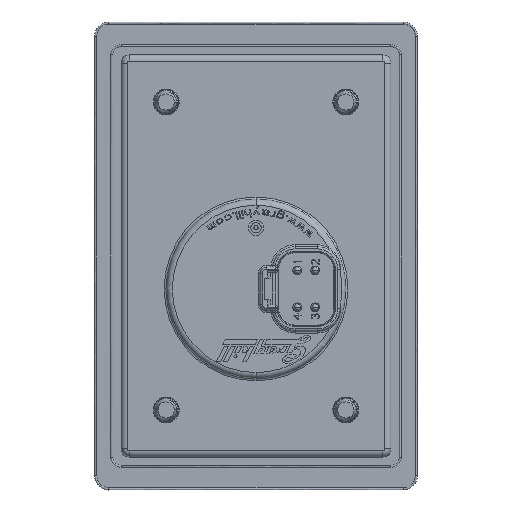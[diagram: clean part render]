
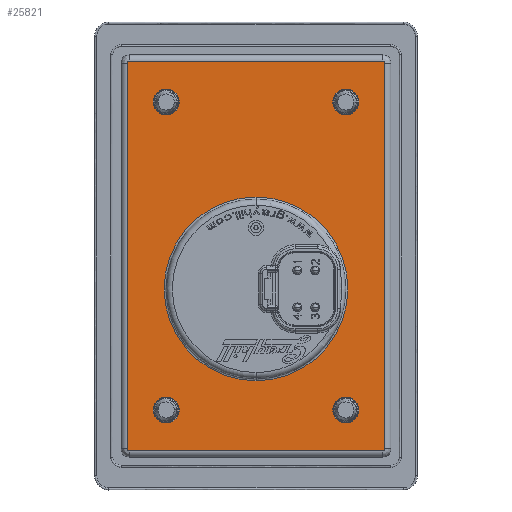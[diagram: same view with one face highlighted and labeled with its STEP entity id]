
A CAD part, front view. The second image highlights one B-rep face of the part: STEP entity #25821.
In plain terms, the highlighted planar face has unit normal (0, -1, 0).
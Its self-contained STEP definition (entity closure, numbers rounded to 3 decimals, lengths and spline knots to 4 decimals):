
#12309=CARTESIAN_POINT('',(-1.235,0.,-1.879));
#12310=DIRECTION('',(0.,-1.,0.));
#12311=DIRECTION('',(-1.,0.,0.));
#12312=AXIS2_PLACEMENT_3D('',#12309,#12310,#12311);
#12314=DIRECTION('',(0.,0.,-1.));
#12315=VECTOR('',#12314,3.758);
#12316=CARTESIAN_POINT('',(-1.255,0.,1.879));
#12317=LINE('',#12316,#12315);
#12318=CARTESIAN_POINT('',(-1.235,0.,1.879));
#12319=DIRECTION('',(0.,-1.,0.));
#12320=DIRECTION('',(0.,0.,1.));
#12321=AXIS2_PLACEMENT_3D('',#12318,#12319,#12320);
#12323=DIRECTION('',(-1.,0.,0.));
#12324=VECTOR('',#12323,2.47);
#12325=CARTESIAN_POINT('',(1.235,0.,1.899));
#12326=LINE('',#12325,#12324);
#12327=CARTESIAN_POINT('',(1.235,0.,1.879));
#12328=DIRECTION('',(0.,-1.,0.));
#12329=DIRECTION('',(1.,0.,0.));
#12330=AXIS2_PLACEMENT_3D('',#12327,#12328,#12329);
#12332=DIRECTION('',(0.,0.,1.));
#12333=VECTOR('',#12332,3.758);
#12334=CARTESIAN_POINT('',(1.255,0.,-1.879));
#12335=LINE('',#12334,#12333);
#12336=CARTESIAN_POINT('',(1.235,0.,-1.879));
#12337=DIRECTION('',(0.,-1.,0.));
#12338=DIRECTION('',(0.,0.,-1.));
#12339=AXIS2_PLACEMENT_3D('',#12336,#12337,#12338);
#12341=DIRECTION('',(1.,0.,0.));
#12342=VECTOR('',#12341,2.47);
#12343=CARTESIAN_POINT('',(-1.235,0.,-1.899));
#12344=LINE('',#12343,#12342);
#12345=CARTESIAN_POINT('',(0.875,0.,1.5));
#12346=DIRECTION('',(0.,-1.,0.));
#12347=DIRECTION('',(1.,0.,0.));
#12348=AXIS2_PLACEMENT_3D('',#12345,#12346,#12347);
#12350=CARTESIAN_POINT('',(0.875,0.,1.5));
#12351=DIRECTION('',(0.,-1.,0.));
#12352=DIRECTION('',(-1.,0.,0.));
#12353=AXIS2_PLACEMENT_3D('',#12350,#12351,#12352);
#12355=CARTESIAN_POINT('',(0.875,0.,-1.5));
#12356=DIRECTION('',(0.,-1.,0.));
#12357=DIRECTION('',(1.,0.,0.));
#12358=AXIS2_PLACEMENT_3D('',#12355,#12356,#12357);
#12360=CARTESIAN_POINT('',(0.875,0.,-1.5));
#12361=DIRECTION('',(0.,-1.,0.));
#12362=DIRECTION('',(-1.,0.,0.));
#12363=AXIS2_PLACEMENT_3D('',#12360,#12361,#12362);
#12365=CARTESIAN_POINT('',(-0.875,0.,-1.5));
#12366=DIRECTION('',(0.,-1.,0.));
#12367=DIRECTION('',(1.,0.,0.));
#12368=AXIS2_PLACEMENT_3D('',#12365,#12366,#12367);
#12370=CARTESIAN_POINT('',(-0.875,0.,-1.5));
#12371=DIRECTION('',(0.,-1.,0.));
#12372=DIRECTION('',(-1.,0.,0.));
#12373=AXIS2_PLACEMENT_3D('',#12370,#12371,#12372);
#12375=CARTESIAN_POINT('',(-0.875,0.,1.5));
#12376=DIRECTION('',(0.,-1.,0.));
#12377=DIRECTION('',(1.,0.,0.));
#12378=AXIS2_PLACEMENT_3D('',#12375,#12376,#12377);
#12380=CARTESIAN_POINT('',(-0.875,0.,1.5));
#12381=DIRECTION('',(0.,-1.,0.));
#12382=DIRECTION('',(-1.,0.,0.));
#12383=AXIS2_PLACEMENT_3D('',#12380,#12381,#12382);
#12385=CARTESIAN_POINT('',(0.,0.,-0.3205));
#12386=DIRECTION('',(0.,-1.,0.));
#12387=DIRECTION('',(0.,0.,1.));
#12388=AXIS2_PLACEMENT_3D('',#12385,#12386,#12387);
#12390=CARTESIAN_POINT('',(0.,0.,-0.3205));
#12391=DIRECTION('',(0.,-1.,0.));
#12392=DIRECTION('',(0.,0.,-1.));
#12393=AXIS2_PLACEMENT_3D('',#12390,#12391,#12392);
#22311=CARTESIAN_POINT('',(-1.255,0.,-1.879));
#22312=CARTESIAN_POINT('',(-1.235,0.,-1.899));
#22313=VERTEX_POINT('',#22311);
#22314=VERTEX_POINT('',#22312);
#22319=CARTESIAN_POINT('',(1.235,0.,-1.899));
#22320=VERTEX_POINT('',#22319);
#22323=CARTESIAN_POINT('',(1.255,0.,-1.879));
#22324=VERTEX_POINT('',#22323);
#22327=CARTESIAN_POINT('',(1.255,0.,1.879));
#22328=VERTEX_POINT('',#22327);
#22331=CARTESIAN_POINT('',(1.235,0.,1.899));
#22332=VERTEX_POINT('',#22331);
#22335=CARTESIAN_POINT('',(-1.235,0.,1.899));
#22336=VERTEX_POINT('',#22335);
#22339=CARTESIAN_POINT('',(-1.255,0.,1.879));
#22340=VERTEX_POINT('',#22339);
#22343=CARTESIAN_POINT('',(0.9931,0.,1.5));
#22344=CARTESIAN_POINT('',(0.7569,0.,1.5));
#22345=VERTEX_POINT('',#22343);
#22346=VERTEX_POINT('',#22344);
#22347=CARTESIAN_POINT('',(0.9931,0.,-1.5));
#22348=CARTESIAN_POINT('',(0.7569,0.,-1.5));
#22349=VERTEX_POINT('',#22347);
#22350=VERTEX_POINT('',#22348);
#22351=CARTESIAN_POINT('',(-0.7569,0.,-1.5));
#22352=CARTESIAN_POINT('',(-0.9931,0.,-1.5));
#22353=VERTEX_POINT('',#22351);
#22354=VERTEX_POINT('',#22352);
#22355=CARTESIAN_POINT('',(-0.7569,0.,1.5));
#22356=CARTESIAN_POINT('',(-0.9931,0.,1.5));
#22357=VERTEX_POINT('',#22355);
#22358=VERTEX_POINT('',#22356);
#22367=CARTESIAN_POINT('',(0.,0.,0.5745));
#22368=CARTESIAN_POINT('',(0.,0.,-1.2155));
#22369=VERTEX_POINT('',#22367);
#22370=VERTEX_POINT('',#22368);
#25768=CARTESIAN_POINT('',(0.,0.,0.));
#25769=DIRECTION('',(0.,-1.,0.));
#25770=DIRECTION('',(1.,0.,0.));
#25771=AXIS2_PLACEMENT_3D('',#25768,#25769,#25770);
#25772=PLANE('',#25771);
#25774=ORIENTED_EDGE('',*,*,#25773,.F.);
#25776=ORIENTED_EDGE('',*,*,#25775,.F.);
#25778=ORIENTED_EDGE('',*,*,#25777,.F.);
#25780=ORIENTED_EDGE('',*,*,#25779,.F.);
#25782=ORIENTED_EDGE('',*,*,#25781,.F.);
#25784=ORIENTED_EDGE('',*,*,#25783,.F.);
#25786=ORIENTED_EDGE('',*,*,#25785,.F.);
#25788=ORIENTED_EDGE('',*,*,#25787,.F.);
#25789=EDGE_LOOP('',(#25774,#25776,#25778,#25780,#25782,#25784,#25786,#25788));
#25790=FACE_OUTER_BOUND('',#25789,.F.);
#25792=ORIENTED_EDGE('',*,*,#25791,.T.);
#25794=ORIENTED_EDGE('',*,*,#25793,.T.);
#25795=EDGE_LOOP('',(#25792,#25794));
#25796=FACE_BOUND('',#25795,.F.);
#25798=ORIENTED_EDGE('',*,*,#25797,.T.);
#25800=ORIENTED_EDGE('',*,*,#25799,.T.);
#25801=EDGE_LOOP('',(#25798,#25800));
#25802=FACE_BOUND('',#25801,.F.);
#25804=ORIENTED_EDGE('',*,*,#25803,.T.);
#25806=ORIENTED_EDGE('',*,*,#25805,.T.);
#25807=EDGE_LOOP('',(#25804,#25806));
#25808=FACE_BOUND('',#25807,.F.);
#25810=ORIENTED_EDGE('',*,*,#25809,.T.);
#25812=ORIENTED_EDGE('',*,*,#25811,.T.);
#25813=EDGE_LOOP('',(#25810,#25812));
#25814=FACE_BOUND('',#25813,.F.);
#25816=ORIENTED_EDGE('',*,*,#25815,.T.);
#25818=ORIENTED_EDGE('',*,*,#25817,.T.);
#25819=EDGE_LOOP('',(#25816,#25818));
#25820=FACE_BOUND('',#25819,.F.);
#25821=ADVANCED_FACE('',(#25790,#25796,#25802,#25808,#25814,#25820),#25772,.T.);
#12313=CIRCLE('',#12312,0.02);
#12322=CIRCLE('',#12321,0.02);
#12331=CIRCLE('',#12330,0.02);
#12340=CIRCLE('',#12339,0.02);
#12349=CIRCLE('',#12348,0.1181);
#12354=CIRCLE('',#12353,0.1181);
#12359=CIRCLE('',#12358,0.1181);
#12364=CIRCLE('',#12363,0.1181);
#12369=CIRCLE('',#12368,0.1181);
#12374=CIRCLE('',#12373,0.1181);
#12379=CIRCLE('',#12378,0.1181);
#12384=CIRCLE('',#12383,0.1181);
#12389=CIRCLE('',#12388,0.895);
#12394=CIRCLE('',#12393,0.895);
#25773=EDGE_CURVE('',#22313,#22314,#12313,.T.);
#25775=EDGE_CURVE('',#22340,#22313,#12317,.T.);
#25777=EDGE_CURVE('',#22336,#22340,#12322,.T.);
#25779=EDGE_CURVE('',#22332,#22336,#12326,.T.);
#25781=EDGE_CURVE('',#22328,#22332,#12331,.T.);
#25783=EDGE_CURVE('',#22324,#22328,#12335,.T.);
#25785=EDGE_CURVE('',#22320,#22324,#12340,.T.);
#25787=EDGE_CURVE('',#22314,#22320,#12344,.T.);
#25791=EDGE_CURVE('',#22345,#22346,#12349,.T.);
#25793=EDGE_CURVE('',#22346,#22345,#12354,.T.);
#25797=EDGE_CURVE('',#22349,#22350,#12359,.T.);
#25799=EDGE_CURVE('',#22350,#22349,#12364,.T.);
#25803=EDGE_CURVE('',#22353,#22354,#12369,.T.);
#25805=EDGE_CURVE('',#22354,#22353,#12374,.T.);
#25809=EDGE_CURVE('',#22357,#22358,#12379,.T.);
#25811=EDGE_CURVE('',#22358,#22357,#12384,.T.);
#25815=EDGE_CURVE('',#22369,#22370,#12389,.T.);
#25817=EDGE_CURVE('',#22370,#22369,#12394,.T.);
